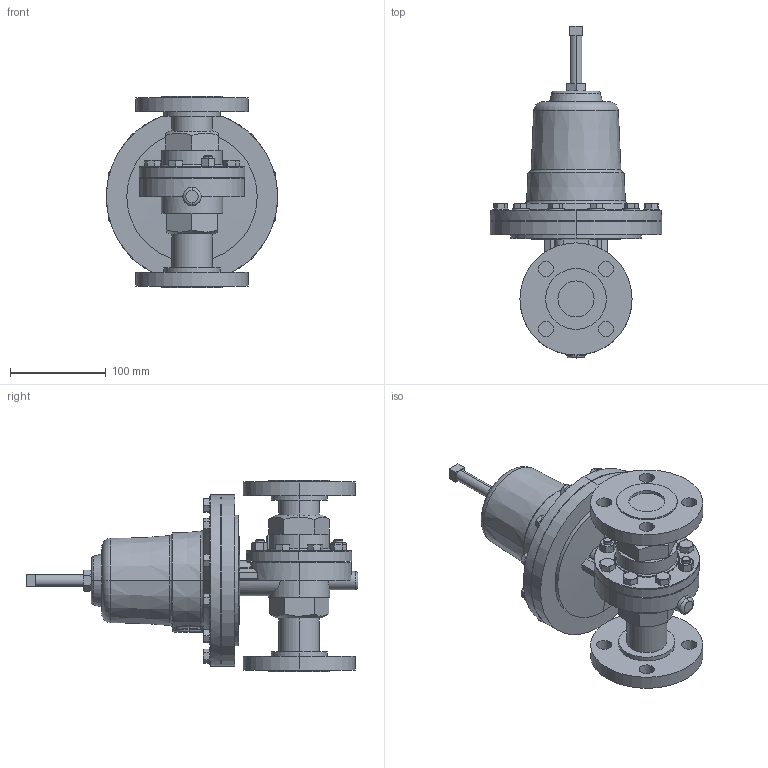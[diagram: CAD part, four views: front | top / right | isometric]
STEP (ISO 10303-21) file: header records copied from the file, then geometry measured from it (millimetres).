
FILE_DESCRIPTION (( 'STEP AP203' ), '1' );
FILE_NAME ('60-125-DI+BR-F5.STEP', '2017-07-20T13:04:05', ( '' ), ( '' ), 'SwSTEP 2.0', 'SolidWorks 2014', '' );
FILE_SCHEMA (( 'CONFIG_CONTROL_DESIGN' ));
Length unit declared in the file: inch
Products named in the file (2): 60-125-DI+BR-F5
Bounding box: 179.32 x 347.32 x 199.9 mm (x, y, z)
Volume: 2520039 mm3; surface area: 243848.7 mm2
Topology: 1 solids, 1 shells, 648 faces, 1556 edges, 962 vertices
Faces by surface type: plane 266, cone 165, cylinder 145, bspline 47, torus 23, sphere 2
Entity records: 28012 total; most frequent: CARTESIAN_POINT 13253, ORIENTED_EDGE 3112, DIRECTION 2907, EDGE_CURVE 1556, AXIS2_PLACEMENT_3D 1184, VERTEX_POINT 962, EDGE_LOOP 754, ADVANCED_FACE 648
